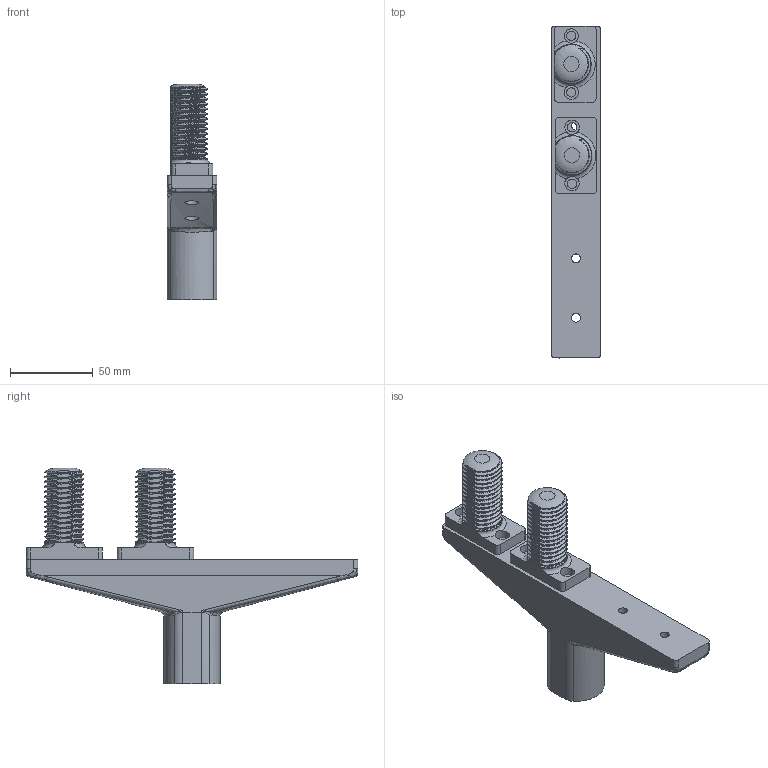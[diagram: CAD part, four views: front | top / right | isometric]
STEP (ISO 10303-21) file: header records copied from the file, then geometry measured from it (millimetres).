
FILE_DESCRIPTION(/* description */ (''),/* implementation_level */ '2;1');
FILE_NAME(/* name */ 'DP_Attachment.step',/* time_stamp */ '2025-11-08T16:16:53+01:00',/* author */ (''),/* organization */ (''),/* preprocessor_version */ 'ST-DEVELOPER v20.1',/* originating_system */ 'Autodesk Translation Framework v14.17.0.0',/* authorisation */ '');
FILE_SCHEMA (('AUTOMOTIVE_DESIGN { 1 0 10303 214 3 1 1 }'));
Length unit declared in the file: millimetre
Products named in the file (2): DP_Attachment; Component1
Assembly tree (2 placements, depth 2):
  DP_Attachment
    Component1  x2
Bounding box: 30 x 200 x 130 mm (x, y, z)
Volume: 203088.3 mm3; surface area: 48556.6 mm2
Topology: 3 solids, 3 shells, 370 faces, 1057 edges, 694 vertices
Faces by surface type: bspline 180, cylinder 123, plane 65, torus 2
Full cylindrical faces by diameter (mm): 5.4 x4, 5.6 x4, 8.5 x4, 8.7 x4, 20.13 x26, 21.002 x12, 24.349 x13
Entity records: 28779 total; most frequent: CARTESIAN_POINT 23674, ORIENTED_EDGE 1350, EDGE_CURVE 675, DIRECTION 561, B_SPLINE_CURVE_WITH_KNOTS 460, VERTEX_POINT 442, EDGE_LOOP 259, FACE_OUTER_BOUND 242
